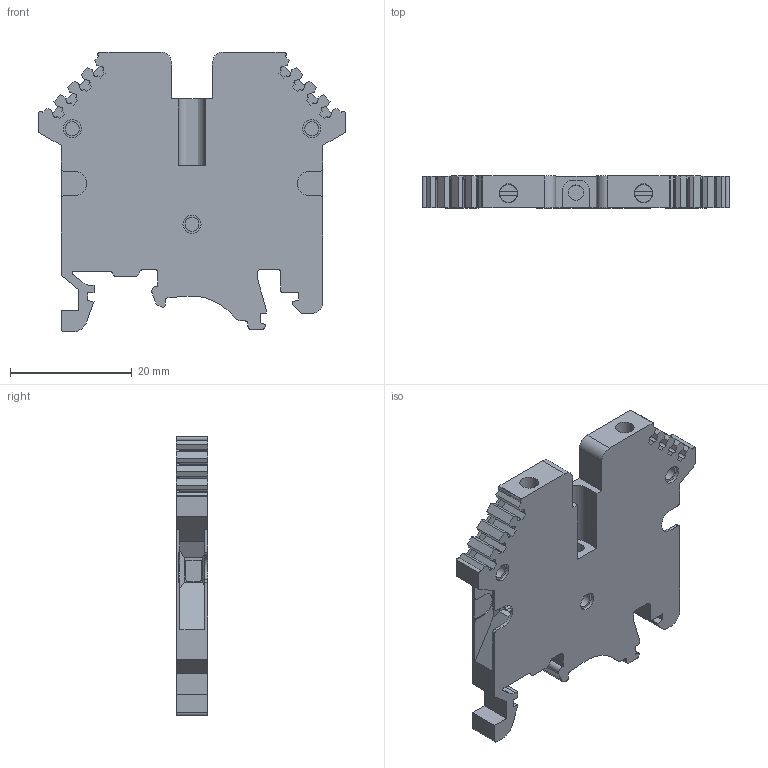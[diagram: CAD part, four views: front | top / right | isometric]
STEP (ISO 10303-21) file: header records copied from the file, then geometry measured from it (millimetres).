
FILE_DESCRIPTION(/* description */ ('Unknown'),/* implementation_level */ '2;1');
FILE_NAME(/* name */ 'BPN-2.5-AZ',/* time_stamp */ '2024-08-11T09:16:29-03:00',/* author */ ('Unknown'),/* organization */ ('Unknown'),/* preprocessor_version */ 'ST-DEVELOPER v16.7',/* originating_system */ 'Solid Edge',/* authorisation */ 'Unknown');
FILE_SCHEMA (('AUTOMOTIVE_DESIGN {1 0 10303 214 3 1 1}'));
Length unit declared in the file: millimetre
Products named in the file (1): bpn-2
Bounding box: 50.4 x 5.2 x 46 mm (x, y, z)
Volume: 7375.4 mm3; surface area: 5658.4 mm2
Topology: 1 solids, 1 shells, 297 faces, 851 edges, 567 vertices
Faces by surface type: plane 221, cylinder 72, torus 4
Full cylindrical faces by diameter (mm): 2.3 x3, 2.5 x1, 3 x3, 3.1 x2
Entity records: 9599 total; most frequent: CARTESIAN_POINT 1721, ORIENTED_EDGE 1674, DIRECTION 1579, EDGE_CURVE 837, LINE 675, VECTOR 675, VERTEX_POINT 562, AXIS2_PLACEMENT_3D 452
